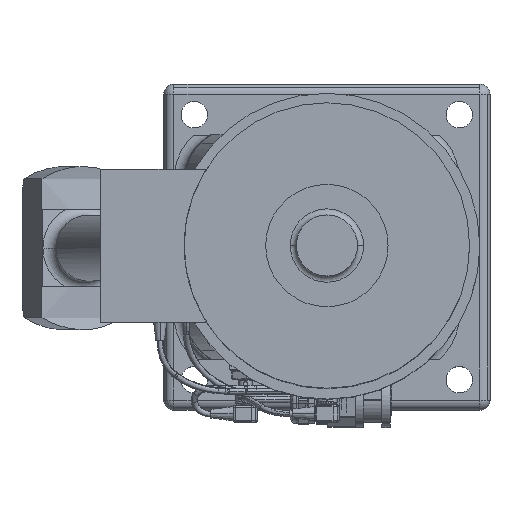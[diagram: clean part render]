
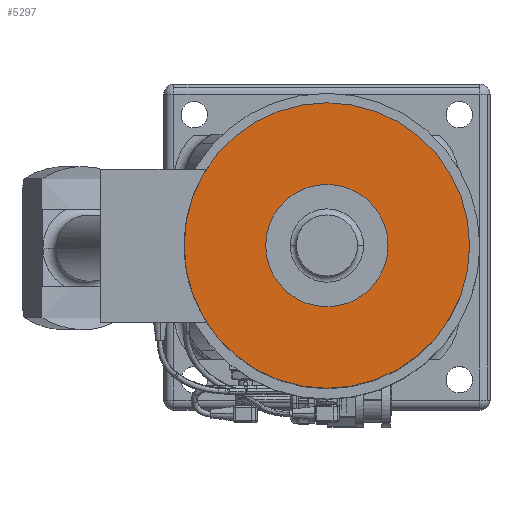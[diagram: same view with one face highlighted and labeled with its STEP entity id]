
A CAD part, top view. The second image highlights one B-rep face of the part: STEP entity #5297.
In plain terms, the highlighted planar face has unit normal (0, 0, 1).
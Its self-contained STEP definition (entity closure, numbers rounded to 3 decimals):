
#5297=ADVANCED_FACE('',(#12062,#12063),#12064,.T.);
#12062=FACE_BOUND('',#21438,.T.);
#12063=FACE_OUTER_BOUND('',#21439,.T.);
#12064=PLANE('',#21440);
#21438=EDGE_LOOP('',(#34486,#34487));
#21439=EDGE_LOOP('',(#34488,#34489));
#21440=AXIS2_PLACEMENT_3D('',#34490,#34491,#34492);
#34486=ORIENTED_EDGE('',*,*,#52727,.F.);
#34487=ORIENTED_EDGE('',*,*,#52914,.F.);
#34488=ORIENTED_EDGE('',*,*,#52734,.T.);
#34489=ORIENTED_EDGE('',*,*,#52912,.T.);
#34490=CARTESIAN_POINT('',(0.,50.,486.5));
#34491=DIRECTION('',(0.,0.,1.0));
#34492=DIRECTION('',(0.,1.0,0.));
#52727=EDGE_CURVE('',#61096,#61099,#61100,.T.);
#52734=EDGE_CURVE('',#61106,#61110,#61112,.T.);
#52912=EDGE_CURVE('',#61110,#61106,#61365,.T.);
#52914=EDGE_CURVE('',#61099,#61096,#61367,.T.);
#61096=VERTEX_POINT('',#72939);
#61099=VERTEX_POINT('',#72943);
#61100=CIRCLE('',#72944,30.0);
#61106=VERTEX_POINT('',#72951);
#61110=VERTEX_POINT('',#72956);
#61112=CIRCLE('',#72959,70.);
#61365=CIRCLE('',#73266,70.);
#61367=CIRCLE('',#73268,30.0);
#72939=CARTESIAN_POINT('',(0.,30.,486.5));
#72943=CARTESIAN_POINT('',(0.,-30.,486.5));
#72944=AXIS2_PLACEMENT_3D('',#90292,#90293,#90294);
#72951=CARTESIAN_POINT('',(0.,70.,486.5));
#72956=CARTESIAN_POINT('',(0.,-70.,486.5));
#72959=AXIS2_PLACEMENT_3D('',#90304,#90305,#90306);
#73266=AXIS2_PLACEMENT_3D('',#90553,#90554,#90555);
#73268=AXIS2_PLACEMENT_3D('',#90556,#90557,#90558);
#90292=CARTESIAN_POINT('',(0.,0.,486.5));
#90293=DIRECTION('',(0.,0.,1.0));
#90294=DIRECTION('',(0.,1.0,0.));
#90304=CARTESIAN_POINT('',(0.,0.,486.5));
#90305=DIRECTION('',(0.,0.,1.0));
#90306=DIRECTION('',(0.,1.0,0.));
#90553=CARTESIAN_POINT('',(0.,0.,486.5));
#90554=DIRECTION('',(0.,0.,1.0));
#90555=DIRECTION('',(0.,1.0,0.));
#90556=CARTESIAN_POINT('',(0.,0.,486.5));
#90557=DIRECTION('',(0.,0.,1.0));
#90558=DIRECTION('',(0.,1.0,0.));
